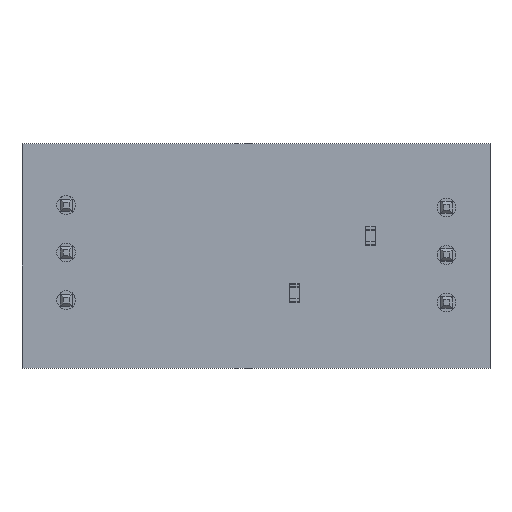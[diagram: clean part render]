
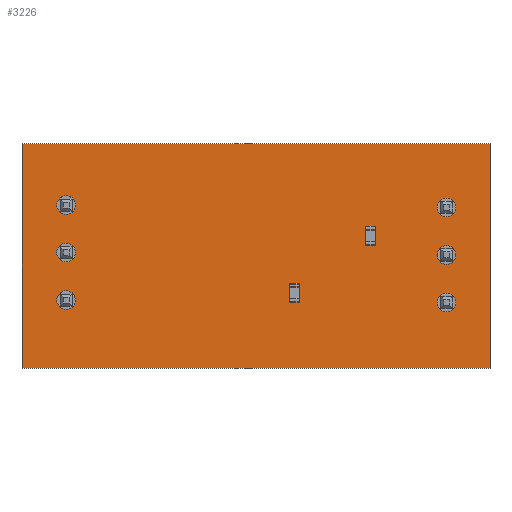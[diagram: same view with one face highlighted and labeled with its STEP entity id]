
A CAD part, top view. The second image highlights one B-rep face of the part: STEP entity #3226.
In plain terms, the highlighted planar face has unit normal (0, 0, 1).
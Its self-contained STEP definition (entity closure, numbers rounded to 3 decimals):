
#3048 = VERTEX_POINT('',#3049);
#3049 = CARTESIAN_POINT('',(58.2,-31.453,1.6));
#3055 = EDGE_CURVE('',#3048,#3056,#3058,.T.);
#3056 = VERTEX_POINT('',#3057);
#3057 = CARTESIAN_POINT('',(33.2,-31.453,1.6));
#3058 = LINE('',#3059,#3060);
#3059 = CARTESIAN_POINT('',(58.2,-31.453,1.6));
#3060 = VECTOR('',#3061,1.);
#3061 = DIRECTION('',(-1.,0.,0.));
#3088 = VERTEX_POINT('',#3089);
#3089 = CARTESIAN_POINT('',(58.2,-19.453,1.6));
#3095 = EDGE_CURVE('',#3088,#3048,#3096,.T.);
#3096 = LINE('',#3097,#3098);
#3097 = CARTESIAN_POINT('',(58.2,-19.453,1.6));
#3098 = VECTOR('',#3099,1.);
#3099 = DIRECTION('',(0.,-1.,0.));
#3117 = EDGE_CURVE('',#3056,#3118,#3120,.T.);
#3118 = VERTEX_POINT('',#3119);
#3119 = CARTESIAN_POINT('',(33.2,-19.453,1.6));
#3120 = LINE('',#3121,#3122);
#3121 = CARTESIAN_POINT('',(33.2,-31.453,1.6));
#3122 = VECTOR('',#3123,1.);
#3123 = DIRECTION('',(0.,1.,0.));
#3226 = ADVANCED_FACE('',(#3227,#3238,#3249,#3260,#3271,#3282,#3293),
  #3304,.F.);
#3227 = FACE_BOUND('',#3228,.F.);
#3228 = EDGE_LOOP('',(#3229,#3230,#3231,#3237));
#3229 = ORIENTED_EDGE('',*,*,#3055,.T.);
#3230 = ORIENTED_EDGE('',*,*,#3117,.T.);
#3231 = ORIENTED_EDGE('',*,*,#3232,.T.);
#3232 = EDGE_CURVE('',#3118,#3088,#3233,.T.);
#3233 = LINE('',#3234,#3235);
#3234 = CARTESIAN_POINT('',(33.2,-19.453,1.6));
#3235 = VECTOR('',#3236,1.);
#3236 = DIRECTION('',(1.,0.,0.));
#3237 = ORIENTED_EDGE('',*,*,#3095,.T.);
#3238 = FACE_BOUND('',#3239,.F.);
#3239 = EDGE_LOOP('',(#3240));
#3240 = ORIENTED_EDGE('',*,*,#3241,.F.);
#3241 = EDGE_CURVE('',#3242,#3242,#3244,.T.);
#3242 = VERTEX_POINT('',#3243);
#3243 = CARTESIAN_POINT('',(55.88,-28.44,1.6));
#3244 = CIRCLE('',#3245,0.5);
#3245 = AXIS2_PLACEMENT_3D('',#3246,#3247,#3248);
#3246 = CARTESIAN_POINT('',(55.88,-27.94,1.6));
#3247 = DIRECTION('',(-0.,0.,-1.));
#3248 = DIRECTION('',(-0.,-1.,0.));
#3249 = FACE_BOUND('',#3250,.F.);
#3250 = EDGE_LOOP('',(#3251));
#3251 = ORIENTED_EDGE('',*,*,#3252,.F.);
#3252 = EDGE_CURVE('',#3253,#3253,#3255,.T.);
#3253 = VERTEX_POINT('',#3254);
#3254 = CARTESIAN_POINT('',(55.88,-25.9,1.6));
#3255 = CIRCLE('',#3256,0.5);
#3256 = AXIS2_PLACEMENT_3D('',#3257,#3258,#3259);
#3257 = CARTESIAN_POINT('',(55.88,-25.4,1.6));
#3258 = DIRECTION('',(-0.,0.,-1.));
#3259 = DIRECTION('',(-0.,-1.,0.));
#3260 = FACE_BOUND('',#3261,.F.);
#3261 = EDGE_LOOP('',(#3262));
#3262 = ORIENTED_EDGE('',*,*,#3263,.F.);
#3263 = EDGE_CURVE('',#3264,#3264,#3266,.T.);
#3264 = VERTEX_POINT('',#3265);
#3265 = CARTESIAN_POINT('',(35.56,-28.313,1.6));
#3266 = CIRCLE('',#3267,0.5);
#3267 = AXIS2_PLACEMENT_3D('',#3268,#3269,#3270);
#3268 = CARTESIAN_POINT('',(35.56,-27.813,1.6));
#3269 = DIRECTION('',(-0.,0.,-1.));
#3270 = DIRECTION('',(-0.,-1.,0.));
#3271 = FACE_BOUND('',#3272,.F.);
#3272 = EDGE_LOOP('',(#3273));
#3273 = ORIENTED_EDGE('',*,*,#3274,.F.);
#3274 = EDGE_CURVE('',#3275,#3275,#3277,.T.);
#3275 = VERTEX_POINT('',#3276);
#3276 = CARTESIAN_POINT('',(55.88,-23.36,1.6));
#3277 = CIRCLE('',#3278,0.5);
#3278 = AXIS2_PLACEMENT_3D('',#3279,#3280,#3281);
#3279 = CARTESIAN_POINT('',(55.88,-22.86,1.6));
#3280 = DIRECTION('',(-0.,0.,-1.));
#3281 = DIRECTION('',(-0.,-1.,0.));
#3282 = FACE_BOUND('',#3283,.F.);
#3283 = EDGE_LOOP('',(#3284));
#3284 = ORIENTED_EDGE('',*,*,#3285,.F.);
#3285 = EDGE_CURVE('',#3286,#3286,#3288,.T.);
#3286 = VERTEX_POINT('',#3287);
#3287 = CARTESIAN_POINT('',(35.56,-25.773,1.6));
#3288 = CIRCLE('',#3289,0.5);
#3289 = AXIS2_PLACEMENT_3D('',#3290,#3291,#3292);
#3290 = CARTESIAN_POINT('',(35.56,-25.273,1.6));
#3291 = DIRECTION('',(-0.,0.,-1.));
#3292 = DIRECTION('',(-0.,-1.,0.));
#3293 = FACE_BOUND('',#3294,.F.);
#3294 = EDGE_LOOP('',(#3295));
#3295 = ORIENTED_EDGE('',*,*,#3296,.F.);
#3296 = EDGE_CURVE('',#3297,#3297,#3299,.T.);
#3297 = VERTEX_POINT('',#3298);
#3298 = CARTESIAN_POINT('',(35.56,-23.233,1.6));
#3299 = CIRCLE('',#3300,0.5);
#3300 = AXIS2_PLACEMENT_3D('',#3301,#3302,#3303);
#3301 = CARTESIAN_POINT('',(35.56,-22.733,1.6));
#3302 = DIRECTION('',(-0.,0.,-1.));
#3303 = DIRECTION('',(-0.,-1.,0.));
#3304 = PLANE('',#3305);
#3305 = AXIS2_PLACEMENT_3D('',#3306,#3307,#3308);
#3306 = CARTESIAN_POINT('',(45.7,-25.453,1.6));
#3307 = DIRECTION('',(-0.,-0.,-1.));
#3308 = DIRECTION('',(-1.,0.,0.));
